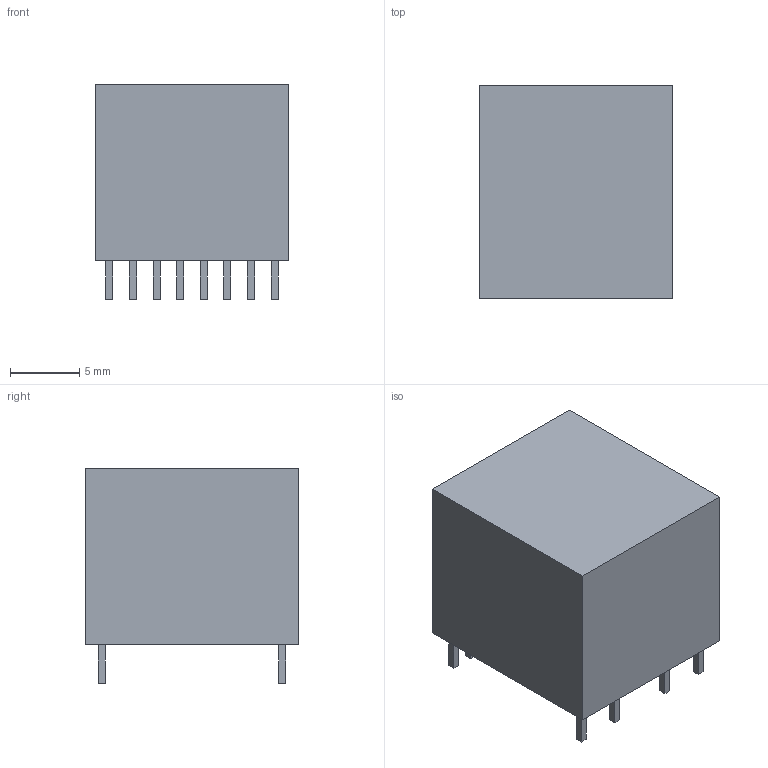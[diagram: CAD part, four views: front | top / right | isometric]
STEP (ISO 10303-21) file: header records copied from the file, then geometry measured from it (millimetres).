
FILE_DESCRIPTION(/* description */ ('Unknown'),/* implementation_level */ '2;1');
FILE_NAME(/* name */ 'T_Wurth_WE-IBTI-EP13_L13.97W15.37H12.7',/* time_stamp */ '2025-12-25T15:02:10+08:00',/* author */ ('Unknown'),/* organization */ ('Unknown'),/* preprocessor_version */ 'ST-DEVELOPER v19.4',/* originating_system */ 'Solid Edge',/* authorisation */ 'Unknown');
FILE_SCHEMA (('AUTOMOTIVE_DESIGN {1 0 10303 214 3 1 1}'));
Length unit declared in the file: millimetre
Products named in the file (2): T_Wurth_WE-IBTI-EP13_L13.97W15.37H12.7
Assembly tree (1 placements, depth 2):
  T_Wurth_WE-IBTI-EP13_L13.97W15.37H12.7
    T_Wurth_WE-IBTI-EP13_L13.97W15.37H12.7
Bounding box: 13.97 x 15.37 x 15.5 mm (x, y, z)
Volume: 2735.6 mm3; surface area: 1242.9 mm2
Topology: 1 solids, 1 shells, 66 faces, 156 edges, 104 vertices
Faces by surface type: plane 66
Entity records: 1909 total; most frequent: CARTESIAN_POINT 328, ORIENTED_EDGE 312, DIRECTION 292, EDGE_CURVE 156, LINE 156, VECTOR 156, VERTEX_POINT 104, EDGE_LOOP 78
